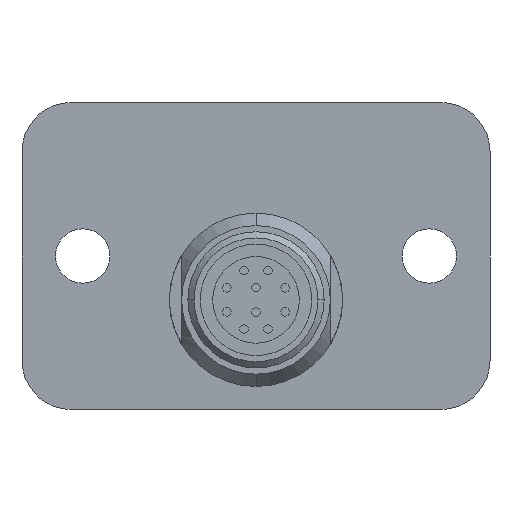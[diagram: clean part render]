
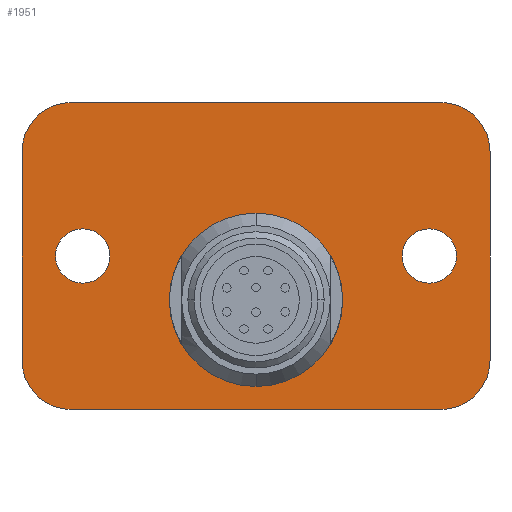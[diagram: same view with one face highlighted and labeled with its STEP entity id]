
A CAD part, left-side view. The second image highlights one B-rep face of the part: STEP entity #1951.
In plain terms, the highlighted planar face has unit normal (-1, 0, 0).
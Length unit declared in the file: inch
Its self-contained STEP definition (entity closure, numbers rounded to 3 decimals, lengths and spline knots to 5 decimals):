
#1748 = EDGE_CURVE ( 'NONE', #1816, #1749, #6011, .T. ) ;
#1749 = VERTEX_POINT ( 'NONE', #6006 ) ;
#1756 = VERTEX_POINT ( 'NONE', #5994 ) ;
#1758 = VERTEX_POINT ( 'NONE', #6055 ) ;
#1762 = EDGE_CURVE ( 'NONE', #1756, #1758, #6053, .T. ) ;
#1789 = EDGE_CURVE ( 'NONE', #1796, #1866, #6057, .T. ) ;
#1796 = VERTEX_POINT ( 'NONE', #6143 ) ;
#1816 = VERTEX_POINT ( 'NONE', #6167 ) ;
#1866 = VERTEX_POINT ( 'NONE', #6267 ) ;
#1882 = VERTEX_POINT ( 'NONE', #6243 ) ;
#1886 = EDGE_LOOP ( 'NONE', ( #1979, #1917 ) ) ;
#1890 = EDGE_CURVE ( 'NONE', #1973, #1882, #6300, .T. ) ;
#1916 = ORIENTED_EDGE ( 'NONE', *, *, #1991, .F. ) ;
#1917 = ORIENTED_EDGE ( 'NONE', *, *, #1748, .F. ) ;
#1918 = ORIENTED_EDGE ( 'NONE', *, *, #1919, .T. ) ;
#1919 = EDGE_CURVE ( 'NONE', #1992, #1920, #6309, .T. ) ;
#1920 = VERTEX_POINT ( 'NONE', #6367 ) ;
#1922 = ORIENTED_EDGE ( 'NONE', *, *, #1928, .F. ) ;
#1923 = ORIENTED_EDGE ( 'NONE', *, *, #1762, .F. ) ;
#1924 = EDGE_LOOP ( 'NONE', ( #1922, #1923 ) ) ;
#1925 = ORIENTED_EDGE ( 'NONE', *, *, #1789, .F. ) ;
#1928 = EDGE_CURVE ( 'NONE', #1758, #1756, #6357, .T. ) ;
#1930 = ORIENTED_EDGE ( 'NONE', *, *, #1931, .F. ) ;
#1931 = EDGE_CURVE ( 'NONE', #1866, #1796, #6352, .T. ) ;
#1935 = VERTEX_POINT ( 'NONE', #6342 ) ;
#1939 = VERTEX_POINT ( 'NONE', #6402 ) ;
#1944 = EDGE_CURVE ( 'NONE', #1939, #1935, #6391, .T. ) ;
#1950 = EDGE_LOOP ( 'NONE', ( #1930, #1925 ) ) ;
#1951 = ADVANCED_FACE ( 'NONE', ( #6378, #6377, #6376, #6375 ), #6374, .F. ) ;
#1963 = EDGE_CURVE ( 'NONE', #1882, #1993, #6419, .T. ) ;
#1965 = ORIENTED_EDGE ( 'NONE', *, *, #1963, .T. ) ;
#1973 = VERTEX_POINT ( 'NONE', #6461 ) ;
#1974 = ORIENTED_EDGE ( 'NONE', *, *, #1975, .T. ) ;
#1975 = EDGE_CURVE ( 'NONE', #1935, #1973, #6460, .T. ) ;
#1976 = ORIENTED_EDGE ( 'NONE', *, *, #1890, .T. ) ;
#1977 = ORIENTED_EDGE ( 'NONE', *, *, #1944, .T. ) ;
#1978 = ORIENTED_EDGE ( 'NONE', *, *, #1983, .F. ) ;
#1979 = ORIENTED_EDGE ( 'NONE', *, *, #1987, .F. ) ;
#1983 = EDGE_CURVE ( 'NONE', #1984, #1920, #6445, .T. ) ;
#1984 = VERTEX_POINT ( 'NONE', #6441 ) ;
#1987 = EDGE_CURVE ( 'NONE', #1749, #1816, #6439, .T. ) ;
#1988 = ORIENTED_EDGE ( 'NONE', *, *, #1989, .T. ) ;
#1989 = EDGE_CURVE ( 'NONE', #1984, #1939, #6501, .T. ) ;
#1991 = EDGE_CURVE ( 'NONE', #1992, #1993, #6491, .T. ) ;
#1992 = VERTEX_POINT ( 'NONE', #6487 ) ;
#1993 = VERTEX_POINT ( 'NONE', #6486 ) ;
#1995 = EDGE_LOOP ( 'NONE', ( #1916, #1918, #1978, #1988, #1977, #1974, #1976, #1965 ) ) ;
#5994 = CARTESIAN_POINT ( 'NONE',  ( -9.53125, 0.36319, 0.46468 ) ) ;
#6006 = CARTESIAN_POINT ( 'NONE',  ( -9.53125, 0.36319, -0.46468 ) ) ;
#6007 = DIRECTION ( 'NONE',  ( 0., 0., 1. ) ) ;
#6008 = DIRECTION ( 'NONE',  ( -1., 0., 0. ) ) ;
#6009 = CARTESIAN_POINT ( 'NONE',  ( -9.53125, 0.36319, -0.55118 ) ) ;
#6010 = AXIS2_PLACEMENT_3D ( 'NONE', #6009, #6008, #6007 ) ;
#6011 = CIRCLE ( 'NONE', #6010, 0.0865 ) ;
#6049 = DIRECTION ( 'NONE',  ( 0., 0., 1. ) ) ;
#6050 = DIRECTION ( 'NONE',  ( -1., 0., 0. ) ) ;
#6051 = CARTESIAN_POINT ( 'NONE',  ( -9.53125, 0.36319, 0.55118 ) ) ;
#6052 = AXIS2_PLACEMENT_3D ( 'NONE', #6051, #6050, #6049 ) ;
#6053 = CIRCLE ( 'NONE', #6052, 0.0865 ) ;
#6055 = CARTESIAN_POINT ( 'NONE',  ( -9.53125, 0.36319, 0.63768 ) ) ;
#6056 = AXIS2_PLACEMENT_3D ( 'NONE', #6120, #6119, #6118 ) ;
#6057 = CIRCLE ( 'NONE', #6056, 0.22656 ) ;
#6118 = DIRECTION ( 'NONE',  ( 0., 0., 1. ) ) ;
#6119 = DIRECTION ( 'NONE',  ( -1., 0., 0. ) ) ;
#6120 = CARTESIAN_POINT ( 'NONE',  ( -9.53125, 0.503, 0. ) ) ;
#6143 = CARTESIAN_POINT ( 'NONE',  ( -9.53125, 0.503, -0.22656 ) ) ;
#6167 = CARTESIAN_POINT ( 'NONE',  ( -9.53125, 0.36319, -0.63768 ) ) ;
#6243 = CARTESIAN_POINT ( 'NONE',  ( -9.53125, 0.03125, -0.74409 ) ) ;
#6267 = CARTESIAN_POINT ( 'NONE',  ( -9.53125, 0.503, 0.22656 ) ) ;
#6297 = DIRECTION ( 'NONE',  ( 0., -1., 0. ) ) ;
#6298 = VECTOR ( 'NONE', #6297, 39.37008 ) ;
#6299 = CARTESIAN_POINT ( 'NONE',  ( -9.53125, -0.125, -0.74409 ) ) ;
#6300 = LINE ( 'NONE', #6299, #6298 ) ;
#6309 = CIRCLE ( 'NONE', #6371, 0.15625 ) ;
#6342 = CARTESIAN_POINT ( 'NONE',  ( -9.53125, 0.85138, -0.58784 ) ) ;
#6348 = DIRECTION ( 'NONE',  ( 0., 0., 1. ) ) ;
#6349 = DIRECTION ( 'NONE',  ( -1., 0., 0. ) ) ;
#6350 = CARTESIAN_POINT ( 'NONE',  ( -9.53125, 0.503, 0. ) ) ;
#6351 = AXIS2_PLACEMENT_3D ( 'NONE', #6350, #6349, #6348 ) ;
#6352 = CIRCLE ( 'NONE', #6351, 0.22656 ) ;
#6353 = DIRECTION ( 'NONE',  ( 0., 0., 1. ) ) ;
#6354 = DIRECTION ( 'NONE',  ( -1., 0., 0. ) ) ;
#6355 = CARTESIAN_POINT ( 'NONE',  ( -9.53125, 0.36319, 0.55118 ) ) ;
#6356 = AXIS2_PLACEMENT_3D ( 'NONE', #6355, #6354, #6353 ) ;
#6357 = CIRCLE ( 'NONE', #6356, 0.0865 ) ;
#6367 = CARTESIAN_POINT ( 'NONE',  ( -9.53125, 0.03125, 0.74409 ) ) ;
#6368 = DIRECTION ( 'NONE',  ( 0., 0., -1. ) ) ;
#6369 = DIRECTION ( 'NONE',  ( -1., 0., 0. ) ) ;
#6370 = CARTESIAN_POINT ( 'NONE',  ( -9.53125, 0.03125, 0.58784 ) ) ;
#6371 = AXIS2_PLACEMENT_3D ( 'NONE', #6370, #6369, #6368 ) ;
#6372 = CARTESIAN_POINT ( 'NONE',  ( -9.53125, -0.125, 0.74409 ) ) ;
#6373 = AXIS2_PLACEMENT_3D ( 'NONE', #6372, #6437, #6436 ) ;
#6374 = PLANE ( 'NONE',  #6373 ) ;
#6375 = FACE_OUTER_BOUND ( 'NONE', #1995, .T. ) ;
#6376 = FACE_BOUND ( 'NONE', #1886, .T. ) ;
#6377 = FACE_BOUND ( 'NONE', #1924, .T. ) ;
#6378 = FACE_BOUND ( 'NONE', #1950, .T. ) ;
#6388 = DIRECTION ( 'NONE',  ( 0., 0., -1. ) ) ;
#6389 = VECTOR ( 'NONE', #6388, 39.37008 ) ;
#6390 = CARTESIAN_POINT ( 'NONE',  ( -9.53125, 0.85138, 0.74409 ) ) ;
#6391 = LINE ( 'NONE', #6390, #6389 ) ;
#6402 = CARTESIAN_POINT ( 'NONE',  ( -9.53125, 0.85138, 0.58784 ) ) ;
#6415 = DIRECTION ( 'NONE',  ( 0., 0., -1. ) ) ;
#6416 = DIRECTION ( 'NONE',  ( -1., 0., 0. ) ) ;
#6417 = CARTESIAN_POINT ( 'NONE',  ( -9.53125, 0.03125, -0.58784 ) ) ;
#6418 = AXIS2_PLACEMENT_3D ( 'NONE', #6417, #6416, #6415 ) ;
#6419 = CIRCLE ( 'NONE', #6418, 0.15625 ) ;
#6436 = DIRECTION ( 'NONE',  ( 0., 0., -1. ) ) ;
#6437 = DIRECTION ( 'NONE',  ( 1., 0., 0. ) ) ;
#6438 = AXIS2_PLACEMENT_3D ( 'NONE', #6504, #6503, #6502 ) ;
#6439 = CIRCLE ( 'NONE', #6438, 0.0865 ) ;
#6440 = CARTESIAN_POINT ( 'NONE',  ( -9.53125, 0.69513, 0.58784 ) ) ;
#6441 = CARTESIAN_POINT ( 'NONE',  ( -9.53125, 0.69513, 0.74409 ) ) ;
#6442 = DIRECTION ( 'NONE',  ( 0., -1., 0. ) ) ;
#6443 = VECTOR ( 'NONE', #6442, 39.37008 ) ;
#6444 = CARTESIAN_POINT ( 'NONE',  ( -9.53125, -0.125, 0.74409 ) ) ;
#6445 = LINE ( 'NONE', #6444, #6443 ) ;
#6456 = DIRECTION ( 'NONE',  ( 0., 0., -1. ) ) ;
#6457 = DIRECTION ( 'NONE',  ( -1., 0., 0. ) ) ;
#6458 = CARTESIAN_POINT ( 'NONE',  ( -9.53125, 0.69513, -0.58784 ) ) ;
#6459 = AXIS2_PLACEMENT_3D ( 'NONE', #6458, #6457, #6456 ) ;
#6460 = CIRCLE ( 'NONE', #6459, 0.15625 ) ;
#6461 = CARTESIAN_POINT ( 'NONE',  ( -9.53125, 0.69513, -0.74409 ) ) ;
#6486 = CARTESIAN_POINT ( 'NONE',  ( -9.53125, -0.125, -0.58784 ) ) ;
#6487 = CARTESIAN_POINT ( 'NONE',  ( -9.53125, -0.125, 0.58784 ) ) ;
#6488 = DIRECTION ( 'NONE',  ( 0., 0., -1. ) ) ;
#6489 = VECTOR ( 'NONE', #6488, 39.37008 ) ;
#6490 = CARTESIAN_POINT ( 'NONE',  ( -9.53125, -0.125, 0.74409 ) ) ;
#6491 = LINE ( 'NONE', #6490, #6489 ) ;
#6498 = DIRECTION ( 'NONE',  ( 0., 0., -1. ) ) ;
#6499 = DIRECTION ( 'NONE',  ( -1., 0., 0. ) ) ;
#6500 = AXIS2_PLACEMENT_3D ( 'NONE', #6440, #6499, #6498 ) ;
#6501 = CIRCLE ( 'NONE', #6500, 0.15625 ) ;
#6502 = DIRECTION ( 'NONE',  ( 0., 0., 1. ) ) ;
#6503 = DIRECTION ( 'NONE',  ( -1., 0., 0. ) ) ;
#6504 = CARTESIAN_POINT ( 'NONE',  ( -9.53125, 0.36319, -0.55118 ) ) ;
